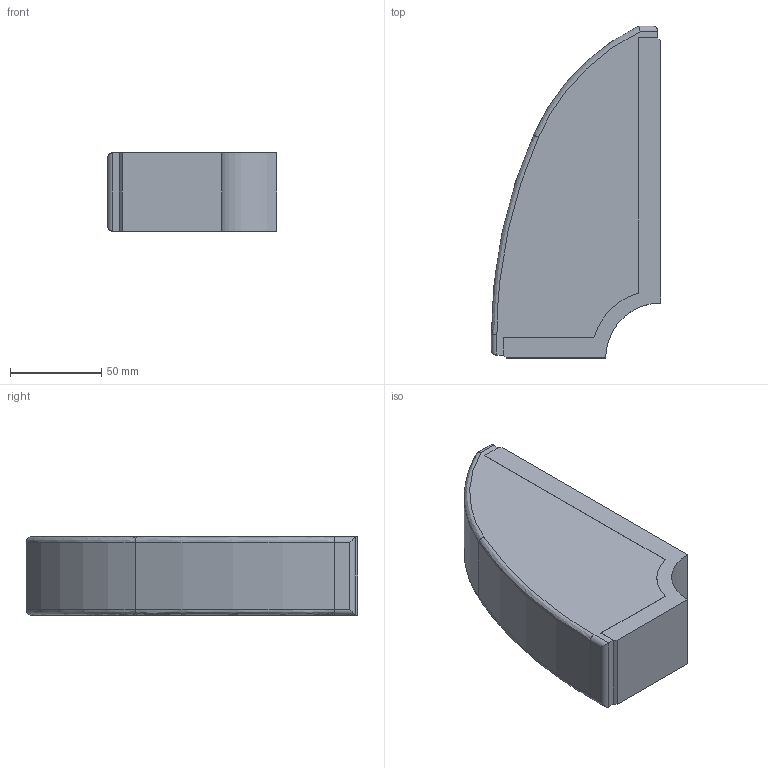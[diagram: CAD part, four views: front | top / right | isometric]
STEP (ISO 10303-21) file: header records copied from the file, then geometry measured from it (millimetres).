
FILE_DESCRIPTION (( 'STEP AP214' ), '1' );
FILE_NAME ('-62613155', '2019-02-04T09:38:08', ( '' ), ('JUGARD+KÜNSTNER GmbH'), 'SwSTEP 2.0', 'SolidWorks 2017', '' );
FILE_SCHEMA (( 'AUTOMOTIVE_DESIGN' ));
Length unit declared in the file: millimetre
Products named in the file (1): -62613155_CNAJF00
Bounding box: 92.5 x 181.5 x 43 mm (x, y, z)
Volume: 537802.2 mm3; surface area: 45129.2 mm2
Topology: 1 solids, 1 shells, 34 faces, 82 edges, 50 vertices
Faces by surface type: plane 20, cylinder 10, bspline 4
Entity records: 1326 total; most frequent: CARTESIAN_POINT 370, ORIENTED_EDGE 164, DIRECTION 146, EDGE_CURVE 82, VECTOR 60, LINE 60, VERTEX_POINT 50, AXIS2_PLACEMENT_3D 43
